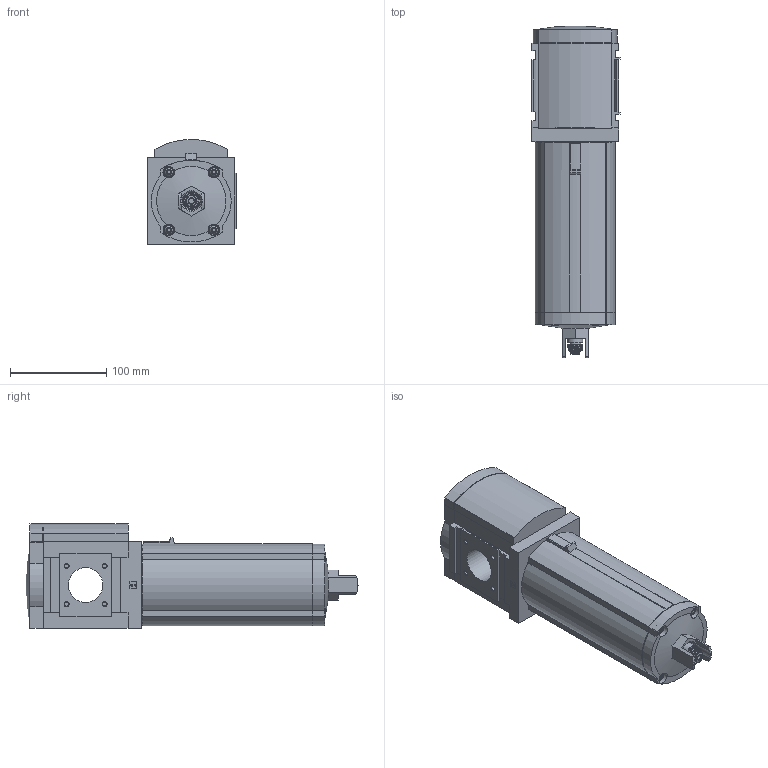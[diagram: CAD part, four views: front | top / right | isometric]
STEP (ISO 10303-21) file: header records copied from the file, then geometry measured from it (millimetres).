
FILE_DESCRIPTION(/* description */ ('STEP AP214'),/* implementation_level */ '2;1');
FILE_NAME(/* name */ '571468_MS9-LWS-G-U-V',/* time_stamp */ '2024-09-11T17:21:11+02:00',/* author */ ('License CC BY-ND 4.0'),/* organization */ ('CADENAS'),/* preprocessor_version */ 'ST-DEVELOPER v19.3',/* originating_system */ 'PARTsolutions',/* authorisation */ ' ');
FILE_SCHEMA (('AUTOMOTIVE_DESIGN {1 0 10303 214 3 1 1}'));
Length unit declared in the file: millimetre
Products named in the file (3): 571468 MS9-LWS-G-U-V; 567857 MS-LWS0V; 707201 MS9
Assembly tree (2 placements, depth 2):
  571468 MS9-LWS-G-U-V
    567857 MS-LWS0V
    707201 MS9
Bounding box: 91.5 x 345 x 108.79 mm (x, y, z)
Volume: 2020648.4 mm3; surface area: 154388.6 mm2
Topology: 2 solids, 2 shells, 452 faces, 1157 edges, 754 vertices
Faces by surface type: plane 207, cylinder 173, cone 43, torus 27, sphere 2
Full cylindrical faces by diameter (mm): 4.134 x8, 6 x1, 9.728 x1, 11 x1, 11.4 x1, 11.5 x4, 11.6 x1, 11.8 x1, 12 x4, 13 x1, 15.8 x1, 36 x1, 71.8 x1
Entity records: 16553 total; most frequent: CARTESIAN_POINT 2617, DIRECTION 2293, ORIENTED_EDGE 2164, EDGE_CURVE 1082, AXIS2_PLACEMENT_3D 854, VERTEX_POINT 744, LINE 585, VECTOR 585
